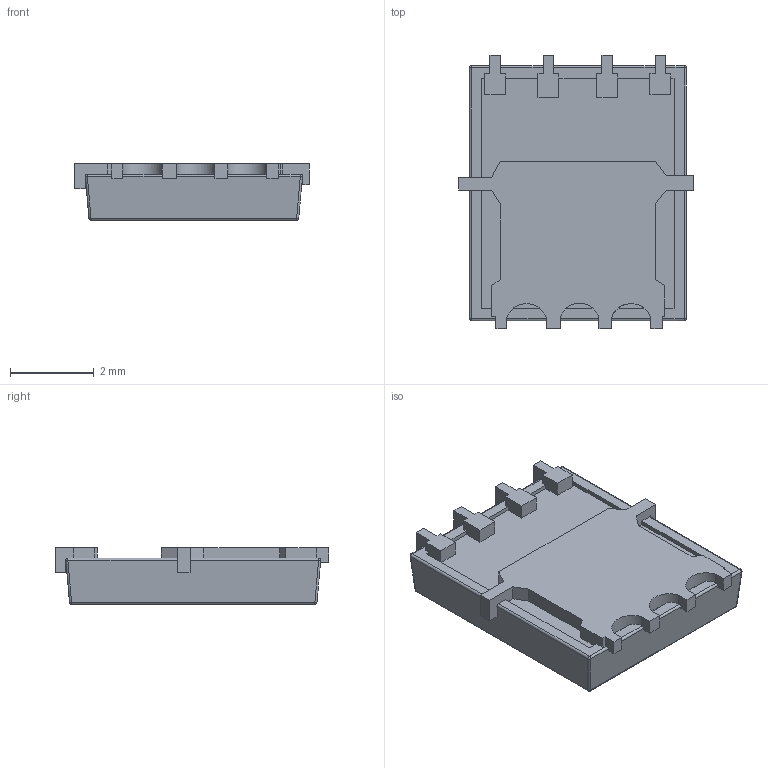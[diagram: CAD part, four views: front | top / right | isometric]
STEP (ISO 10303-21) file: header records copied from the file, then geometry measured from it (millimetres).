
FILE_DESCRIPTION (( 'STEP AP214' ), '1' );
FILE_NAME ('FDMS86101.STEP', '2022-11-18T06:37:15', ( '' ), ( '' ), 'SwSTEP 2.0', 'SolidWorks 2022', '' );
FILE_SCHEMA (( 'AUTOMOTIVE_DESIGN' ));
Length unit declared in the file: millimetre
Products named in the file (1): FDMS86101
Bounding box: 5.61 x 6.53 x 1.35 mm (x, y, z)
Volume: 36.7 mm3; surface area: 99.7 mm2
Topology: 1 solids, 1 shells, 152 faces, 434 edges, 280 vertices
Faces by surface type: plane 119, cylinder 25, sphere 8
Entity records: 4848 total; most frequent: CARTESIAN_POINT 855, ORIENTED_EDGE 852, DIRECTION 788, EDGE_CURVE 426, VECTOR 370, LINE 370, VERTEX_POINT 276, AXIS2_PLACEMENT_3D 209
